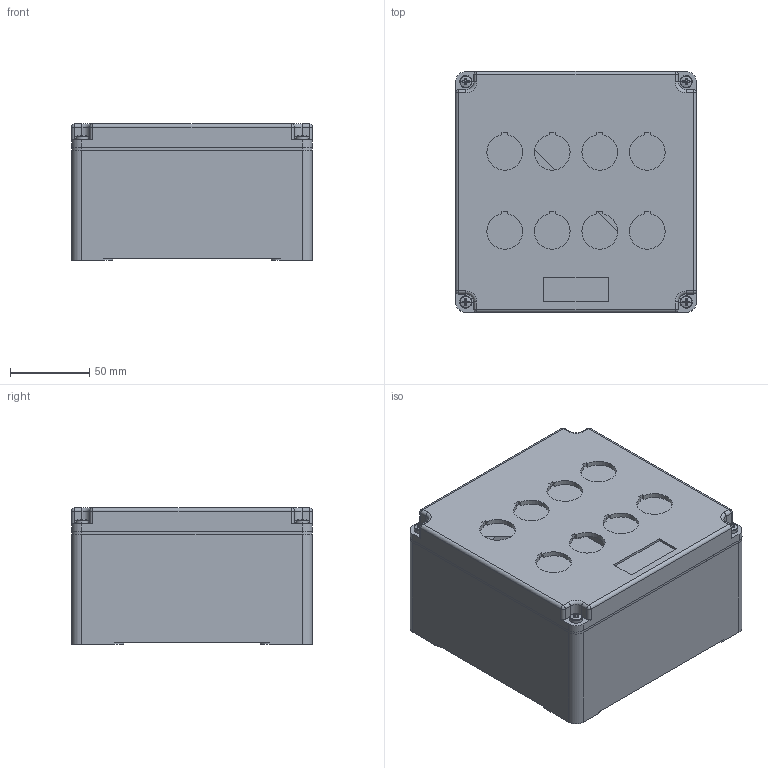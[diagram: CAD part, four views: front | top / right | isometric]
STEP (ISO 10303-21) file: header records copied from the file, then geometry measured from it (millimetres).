
FILE_DESCRIPTION(('Creo Elements/Direct Modeling STEP Export'),'2;1');
FILE_NAME('0ln7uvk43so60771496','2016-07-25T16:24:01',(''),(''),'PTC Creo Elements/Direct Modeling STEP processor for AP214 (Solid Model)','PTC Creo Elements/Direct Modeling 19.0B 21-Mar-2015 (C) Parametric Technology GmbH','');
FILE_SCHEMA(('AUTOMOTIVE_DESIGN { 1 0 10303 214 1 1 1 1 }'));
Length unit declared in the file: millimetre
Products named in the file (3): COVER; BOX; A2P_1515.08
Assembly tree (2 placements, depth 2):
  A2P_1515.08
    BOX
    COVER
Bounding box: 152.02 x 152 x 86 mm (x, y, z)
Volume: 382133.2 mm3; surface area: 200961.5 mm2
Topology: 2 solids, 6 shells, 1028 faces, 2766 edges, 1823 vertices
Faces by surface type: plane 811, cylinder 177, sphere 20, torus 16, cone 4
Entity records: 31018 total; most frequent: ORIENTED_EDGE 5516, CARTESIAN_POINT 5410, DIRECTION 4963, EDGE_CURVE 2758, VECTOR 2211, LINE 2211, VERTEX_POINT 1823, AXIS2_PLACEMENT_3D 1376
